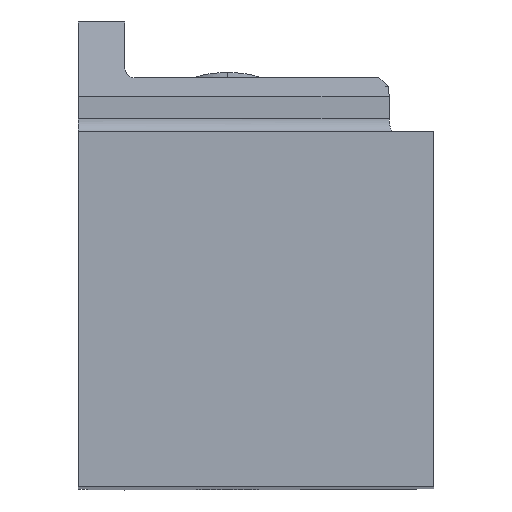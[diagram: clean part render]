
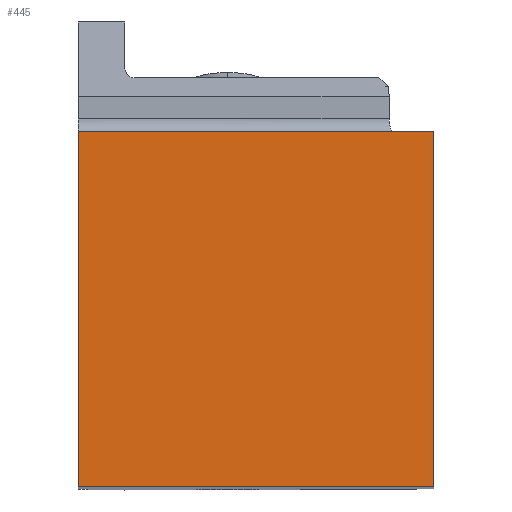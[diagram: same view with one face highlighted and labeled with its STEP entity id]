
A CAD part, top view. The second image highlights one B-rep face of the part: STEP entity #445.
In plain terms, the highlighted planar face has unit normal (0, 0, 1).
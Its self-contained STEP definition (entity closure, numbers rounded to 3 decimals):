
#445=ADVANCED_FACE('',(#577),#523,.T.);
#523=PLANE('',#2204);
#577=FACE_OUTER_BOUND('',#671,.T.);
#671=EDGE_LOOP('',(#986,#987,#988,#989));
#986=ORIENTED_EDGE('',*,*,#1597,.F.);
#987=ORIENTED_EDGE('',*,*,#1511,.F.);
#988=ORIENTED_EDGE('',*,*,#1455,.F.);
#989=ORIENTED_EDGE('',*,*,#1460,.T.);
#1272=VERTEX_POINT('',#2869);
#1273=VERTEX_POINT('',#2870);
#1276=VERTEX_POINT('',#2878);
#1316=VERTEX_POINT('',#2984);
#1455=EDGE_CURVE('',#1272,#1273,#1728,.T.);
#1460=EDGE_CURVE('',#1272,#1276,#1733,.T.);
#1511=EDGE_CURVE('',#1273,#1316,#1769,.T.);
#1597=EDGE_CURVE('',#1316,#1276,#1818,.T.);
#1728=LINE('',#2868,#1871);
#1733=LINE('',#2880,#1876);
#1769=LINE('',#2983,#1912);
#1818=LINE('',#3233,#1961);
#1871=VECTOR('',#2329,1.);
#1876=VECTOR('',#2336,1.);
#1912=VECTOR('',#2422,1.);
#1961=VECTOR('',#2593,1.);
#2204=AXIS2_PLACEMENT_3D('',#3235,#2596,#2597);
#2329=DIRECTION('',(0.,-1.,0.));
#2336=DIRECTION('',(-1.,0.,0.));
#2422=DIRECTION('',(-1.,0.,0.));
#2593=DIRECTION('',(0.,1.,0.));
#2596=DIRECTION('',(0.,0.,1.));
#2597=DIRECTION('',(1.,0.,0.));
#2868=CARTESIAN_POINT('',(0.,19.05,0.));
#2869=CARTESIAN_POINT('',(0.,19.05,0.));
#2870=CARTESIAN_POINT('',(0.,0.,0.));
#2878=CARTESIAN_POINT('',(-19.05,19.05,0.));
#2880=CARTESIAN_POINT('',(0.,19.05,0.));
#2983=CARTESIAN_POINT('',(0.,0.,0.));
#2984=CARTESIAN_POINT('',(-19.05,0.,0.));
#3233=CARTESIAN_POINT('',(-19.05,0.,0.));
#3235=CARTESIAN_POINT('',(-9.525,9.525,0.));
